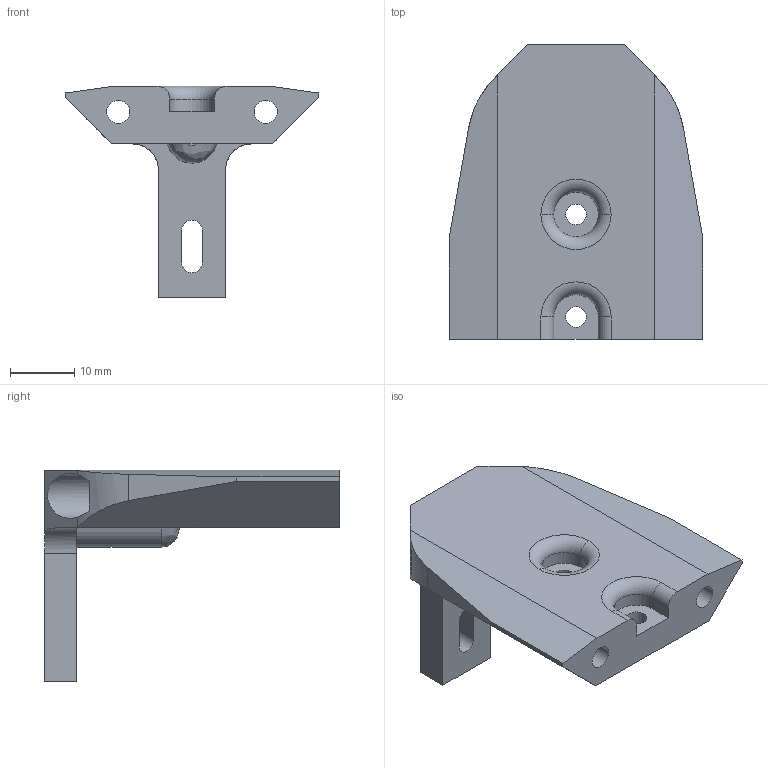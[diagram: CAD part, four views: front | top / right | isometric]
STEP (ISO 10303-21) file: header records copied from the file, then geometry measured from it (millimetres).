
FILE_DESCRIPTION((''),'2;1');
FILE_NAME('X-CARRIAGE-BRIDGE','2013-10-07T',('CHALSPO'),('ABB Schweiz AG'),'PRO/ENGINEER BY PARAMETRIC TECHNOLOGY CORPORATION, 2011490','PRO/ENGINEER BY PARAMETRIC TECHNOLOGY CORPORATION, 2011490','');
FILE_SCHEMA(('CONFIG_CONTROL_DESIGN'));
Length unit declared in the file: millimetre
Products named in the file (1): X-CARRIAGE-BRIDGE
Bounding box: 39.5 x 46 x 33 mm (x, y, z)
Volume: 12536 mm3; surface area: 6225.6 mm2
Topology: 1 solids, 1 shells, 56 faces, 163 edges, 122 vertices
Faces by surface type: plane 28, cylinder 24, torus 3, bspline 1
Entity records: 1980 total; most frequent: CARTESIAN_POINT 438, DIRECTION 309, ORIENTED_EDGE 304, EDGE_CURVE 152, AXIS2_PLACEMENT_3D 104, VECTOR 101, LINE 101, VERTEX_POINT 100
